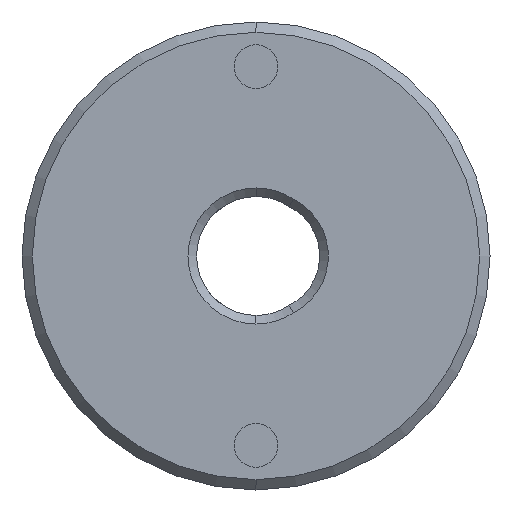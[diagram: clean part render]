
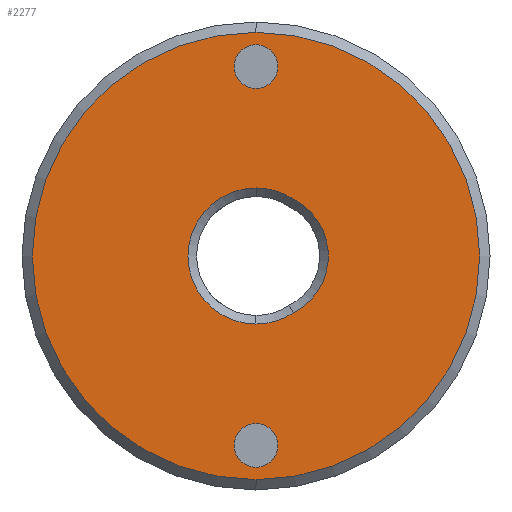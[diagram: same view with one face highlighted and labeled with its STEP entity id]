
A CAD part, left-side view. The second image highlights one B-rep face of the part: STEP entity #2277.
In plain terms, the highlighted planar face has unit normal (-1, 0, 0).
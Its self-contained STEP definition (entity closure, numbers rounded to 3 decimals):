
#62 = FACE_BOUND ( 'NONE', #1413, .T. ) ;
#93 = CARTESIAN_POINT ( 'NONE',  ( 0., 0., 0. ) ) ;
#121 = DIRECTION ( 'NONE',  ( 0., 0., -1. ) ) ;
#167 = ORIENTED_EDGE ( 'NONE', *, *, #200, .T. ) ;
#200 = EDGE_CURVE ( 'NONE', #2187, #2194, #1070, .T. ) ;
#215 = EDGE_CURVE ( 'NONE', #2888, #888, #1214, .T. ) ;
#284 = ORIENTED_EDGE ( 'NONE', *, *, #2662, .T. ) ;
#289 = DIRECTION ( 'NONE',  ( -1., 0., 0. ) ) ;
#313 = CARTESIAN_POINT ( 'NONE',  ( 0., 0., 0. ) ) ;
#331 = CARTESIAN_POINT ( 'NONE',  ( 0., 0., 1.975 ) ) ;
#395 = CARTESIAN_POINT ( 'NONE',  ( 0., -1.081, 1.653 ) ) ;
#439 = CARTESIAN_POINT ( 'NONE',  ( 0., 0., -4.865 ) ) ;
#440 = DIRECTION ( 'NONE',  ( -1., 0., 0. ) ) ;
#459 = DIRECTION ( 'NONE',  ( 0., 0., 1. ) ) ;
#463 = DIRECTION ( 'NONE',  ( 1., 0., 0. ) ) ;
#468 = CARTESIAN_POINT ( 'NONE',  ( 0., 0., -6.135 ) ) ;
#480 = ORIENTED_EDGE ( 'NONE', *, *, #1600, .T. ) ;
#496 = DIRECTION ( 'NONE',  ( 0., 0., -1. ) ) ;
#500 = VERTEX_POINT ( 'NONE', #439 ) ;
#537 = VERTEX_POINT ( 'NONE', #468 ) ;
#604 = EDGE_LOOP ( 'NONE', ( #480, #167, #1507, #2131 ) ) ;
#625 = CARTESIAN_POINT ( 'NONE',  ( 0., 0., -6.495 ) ) ;
#635 = DIRECTION ( 'NONE',  ( 0., 0., -1. ) ) ;
#646 = ORIENTED_EDGE ( 'NONE', *, *, #2759, .F. ) ;
#667 = DIRECTION ( 'NONE',  ( 0., 0., -1. ) ) ;
#693 = EDGE_CURVE ( 'NONE', #1401, #2328, #2991, .T. ) ;
#722 = AXIS2_PLACEMENT_3D ( 'NONE', #2166, #1895, #496 ) ;
#738 = DIRECTION ( 'NONE',  ( 0., 0., 1. ) ) ;
#779 = FACE_OUTER_BOUND ( 'NONE', #2297, .T. ) ;
#791 = CARTESIAN_POINT ( 'NONE',  ( 0., 0., 4.865 ) ) ;
#838 = CARTESIAN_POINT ( 'NONE',  ( 0., 0., 0. ) ) ;
#853 = ORIENTED_EDGE ( 'NONE', *, *, #2565, .F. ) ;
#888 = VERTEX_POINT ( 'NONE', #2044 ) ;
#981 = CARTESIAN_POINT ( 'NONE',  ( 0., 0., -1.975 ) ) ;
#1012 = FACE_BOUND ( 'NONE', #2738, .T. ) ;
#1019 = CIRCLE ( 'NONE', #2749, 1.975 ) ;
#1029 = DIRECTION ( 'NONE',  ( 0., 0., -1. ) ) ;
#1040 = DIRECTION ( 'NONE',  ( 1., 0., 0. ) ) ;
#1070 = CIRCLE ( 'NONE', #1539, 1.975 ) ;
#1128 = CARTESIAN_POINT ( 'NONE',  ( 0., 0., 6.495 ) ) ;
#1135 = CARTESIAN_POINT ( 'NONE',  ( 0., -0.25, 0. ) ) ;
#1162 = DIRECTION ( 'NONE',  ( 0., 0., -1. ) ) ;
#1214 = CIRCLE ( 'NONE', #722, 0.635 ) ;
#1261 = DIRECTION ( 'NONE',  ( 1., 0., 0. ) ) ;
#1347 = DIRECTION ( 'NONE',  ( 0., 0., -1. ) ) ;
#1401 = VERTEX_POINT ( 'NONE', #1128 ) ;
#1413 = EDGE_LOOP ( 'NONE', ( #853, #3013 ) ) ;
#1464 = CARTESIAN_POINT ( 'NONE',  ( 0., 0., -5.5 ) ) ;
#1480 = CIRCLE ( 'NONE', #2562, 0.635 ) ;
#1495 = DIRECTION ( 'NONE',  ( -1., 0., 0. ) ) ;
#1507 = ORIENTED_EDGE ( 'NONE', *, *, #2934, .T. ) ;
#1511 = FACE_BOUND ( 'NONE', #604, .T. ) ;
#1539 = AXIS2_PLACEMENT_3D ( 'NONE', #2424, #2152, #2371 ) ;
#1600 = EDGE_CURVE ( 'NONE', #1787, #2187, #1019, .T. ) ;
#1633 = CARTESIAN_POINT ( 'NONE',  ( 0., 0., 0. ) ) ;
#1722 = AXIS2_PLACEMENT_3D ( 'NONE', #1135, #463, #1162 ) ;
#1787 = VERTEX_POINT ( 'NONE', #2680 ) ;
#1793 = EDGE_CURVE ( 'NONE', #537, #500, #1981, .T. ) ;
#1796 = DIRECTION ( 'NONE',  ( 1., 0., 0. ) ) ;
#1868 = EDGE_CURVE ( 'NONE', #2462, #1787, #2510, .T. ) ;
#1872 = CIRCLE ( 'NONE', #2714, 6.495 ) ;
#1873 = AXIS2_PLACEMENT_3D ( 'NONE', #1969, #1495, #2428 ) ;
#1893 = DIRECTION ( 'NONE',  ( -1., 0., 0. ) ) ;
#1895 = DIRECTION ( 'NONE',  ( -1., 0., 0. ) ) ;
#1969 = CARTESIAN_POINT ( 'NONE',  ( 0., 0., 0. ) ) ;
#1981 = CIRCLE ( 'NONE', #2261, 0.635 ) ;
#2044 = CARTESIAN_POINT ( 'NONE',  ( 0., 0., 6.135 ) ) ;
#2075 = CARTESIAN_POINT ( 'NONE',  ( 0., 0., 5.5 ) ) ;
#2081 = ORIENTED_EDGE ( 'NONE', *, *, #1793, .F. ) ;
#2120 = AXIS2_PLACEMENT_3D ( 'NONE', #838, #1796, #1347 ) ;
#2126 = CARTESIAN_POINT ( 'NONE',  ( 0., 0., -5.5 ) ) ;
#2131 = ORIENTED_EDGE ( 'NONE', *, *, #1868, .T. ) ;
#2133 = DIRECTION ( 'NONE',  ( -1., 0., 0. ) ) ;
#2152 = DIRECTION ( 'NONE',  ( 1., 0., 0. ) ) ;
#2163 = ORIENTED_EDGE ( 'NONE', *, *, #693, .T. ) ;
#2166 = CARTESIAN_POINT ( 'NONE',  ( 0., 0., 5.5 ) ) ;
#2167 = CIRCLE ( 'NONE', #2610, 0.635 ) ;
#2187 = VERTEX_POINT ( 'NONE', #981 ) ;
#2194 = VERTEX_POINT ( 'NONE', #331 ) ;
#2261 = AXIS2_PLACEMENT_3D ( 'NONE', #1464, #289, #738 ) ;
#2277 = ADVANCED_FACE ( 'NONE', ( #62, #1012, #1511, #779 ), #2442, .F. ) ;
#2297 = EDGE_LOOP ( 'NONE', ( #284, #2163 ) ) ;
#2328 = VERTEX_POINT ( 'NONE', #625 ) ;
#2371 = DIRECTION ( 'NONE',  ( 0., 0., -1. ) ) ;
#2424 = CARTESIAN_POINT ( 'NONE',  ( 0., 0., 0. ) ) ;
#2428 = DIRECTION ( 'NONE',  ( 0., 0., -1. ) ) ;
#2442 = PLANE ( 'NONE',  #2711 ) ;
#2462 = VERTEX_POINT ( 'NONE', #395 ) ;
#2510 = CIRCLE ( 'NONE', #1722, 1.85 ) ;
#2562 = AXIS2_PLACEMENT_3D ( 'NONE', #2126, #1893, #459 ) ;
#2565 = EDGE_CURVE ( 'NONE', #888, #2888, #2167, .T. ) ;
#2610 = AXIS2_PLACEMENT_3D ( 'NONE', #2075, #2133, #635 ) ;
#2662 = EDGE_CURVE ( 'NONE', #2328, #1401, #1872, .T. ) ;
#2680 = CARTESIAN_POINT ( 'NONE',  ( 0., -1.081, -1.653 ) ) ;
#2711 = AXIS2_PLACEMENT_3D ( 'NONE', #313, #1261, #1029 ) ;
#2714 = AXIS2_PLACEMENT_3D ( 'NONE', #1633, #440, #667 ) ;
#2738 = EDGE_LOOP ( 'NONE', ( #646, #2081 ) ) ;
#2749 = AXIS2_PLACEMENT_3D ( 'NONE', #93, #1040, #121 ) ;
#2759 = EDGE_CURVE ( 'NONE', #500, #537, #1480, .T. ) ;
#2888 = VERTEX_POINT ( 'NONE', #791 ) ;
#2934 = EDGE_CURVE ( 'NONE', #2194, #2462, #3028, .T. ) ;
#2991 = CIRCLE ( 'NONE', #1873, 6.495 ) ;
#3013 = ORIENTED_EDGE ( 'NONE', *, *, #215, .F. ) ;
#3028 = CIRCLE ( 'NONE', #2120, 1.975 ) ;
